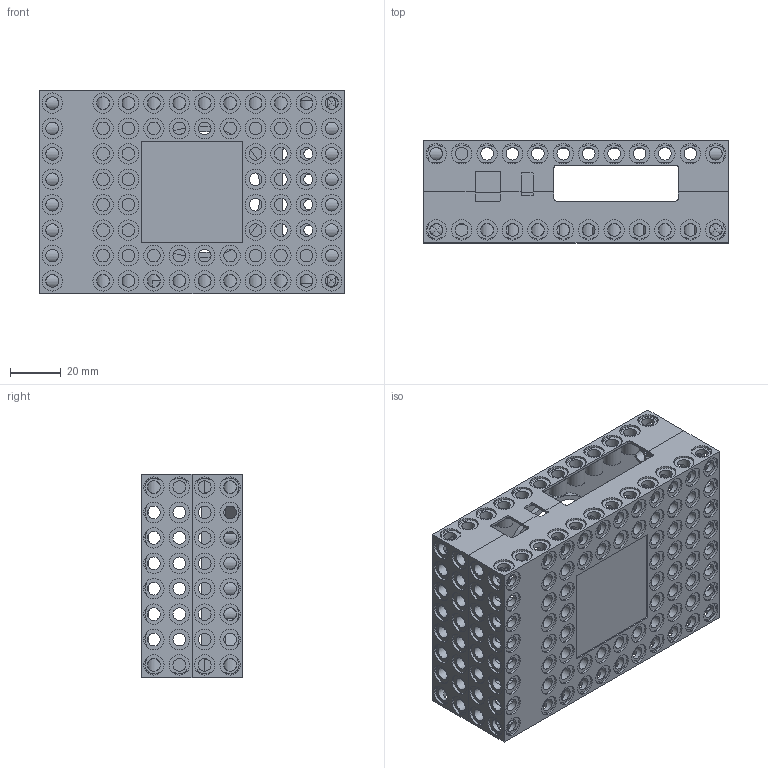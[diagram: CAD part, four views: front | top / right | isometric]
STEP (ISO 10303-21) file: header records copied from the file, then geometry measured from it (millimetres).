
FILE_DESCRIPTION(/* description */ (''),/* implementation_level */ '2;1');
FILE_NAME(/* name */ 'BRcA.stp',/* time_stamp */ '2019-03-25T10:39:40+01:00',/* author */ ('Varga Daniel'),/* organization */ (''),/* preprocessor_version */ 'ST-DEVELOPER v17.2',/* originating_system */ 'Autodesk Inventor 2019',/* authorisation */ '');
FILE_SCHEMA (('AUTOMOTIVE_DESIGN { 1 0 10303 214 3 1 1 }'));
Length unit declared in the file: millimetre
Products named in the file (1): BRcA
Bounding box: 120 x 40 x 80 mm (x, y, z)
Volume: 58353.1 mm3; surface area: 100671.5 mm2
Topology: 2 solids, 2 shells, 1756 faces, 5187 edges, 3516 vertices
Faces by surface type: cylinder 954, plane 794, sphere 8
Full cylindrical faces by diameter (mm): 4 x4, 5 x247, 7 x71, 8 x167, 48 x1, 52 x1
Entity records: 62946 total; most frequent: CARTESIAN_POINT 11628, DIRECTION 11119, ORIENTED_EDGE 10196, EDGE_CURVE 5098, AXIS2_PLACEMENT_3D 4404, VERTEX_POINT 3356, LINE 2311, VECTOR 2311
